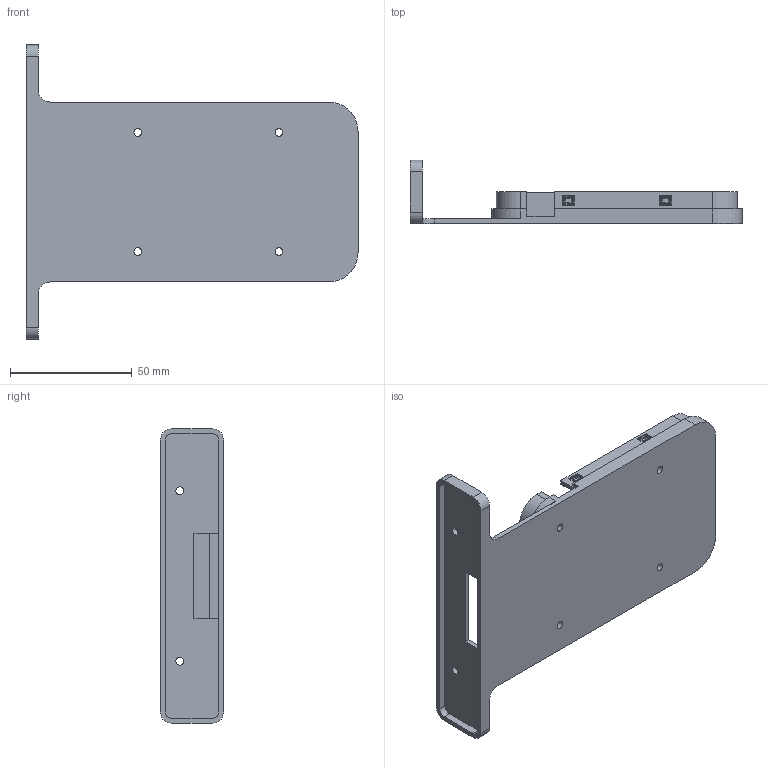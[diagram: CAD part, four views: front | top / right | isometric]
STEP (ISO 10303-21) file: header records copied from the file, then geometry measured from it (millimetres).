
FILE_DESCRIPTION(/* description */ (''),/* implementation_level */ '2;1');
FILE_NAME(/* name */ 'snapfit v8.step',/* time_stamp */ '2023-08-02T14:13:56+09:00',/* author */ (''),/* organization */ (''),/* preprocessor_version */ 'ST-DEVELOPER v19.2',/* originating_system */ 'Autodesk Translation Framework v12.6.0.85',/* authorisation */ '');
FILE_SCHEMA (('AUTOMOTIVE_DESIGN { 1 0 10303 214 3 1 1 }'));
Length unit declared in the file: millimetre
Products named in the file (1): snapfit
Bounding box: 136.5 x 26 x 121 mm (x, y, z)
Volume: 41912 mm3; surface area: 34421.5 mm2
Topology: 1 solids, 1 shells, 197 faces, 468 edges, 264 vertices
Faces by surface type: cylinder 92, plane 73, sphere 16, bspline 16
Full cylindrical faces by diameter (mm): 3.2 x4, 3.3 x2
Entity records: 5844 total; most frequent: CARTESIAN_POINT 1298, DIRECTION 984, ORIENTED_EDGE 904, EDGE_CURVE 452, AXIS2_PLACEMENT_3D 350, LINE 284, VECTOR 284, VERTEX_POINT 264
